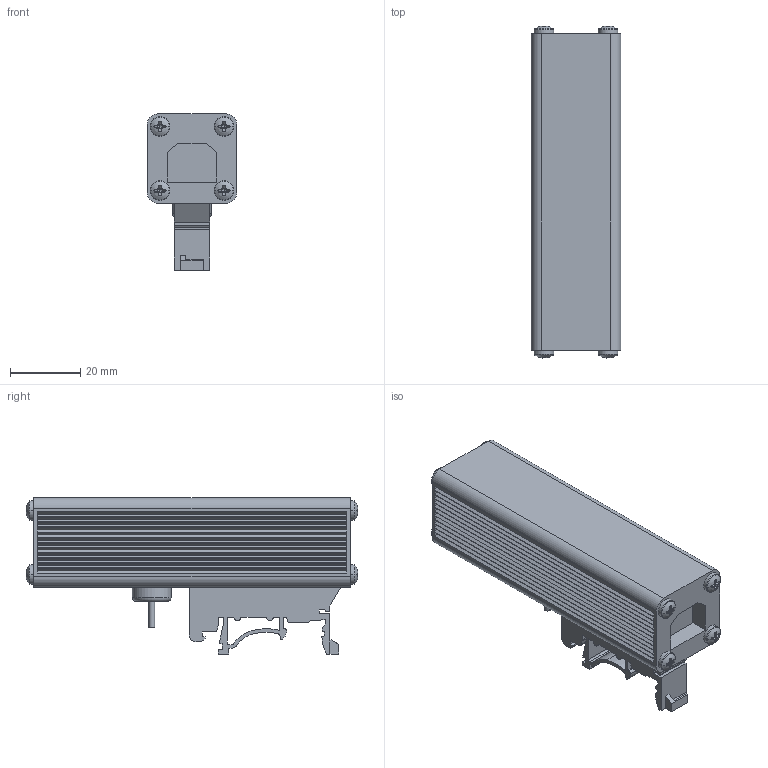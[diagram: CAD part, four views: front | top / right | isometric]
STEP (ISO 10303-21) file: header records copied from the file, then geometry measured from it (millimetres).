
FILE_DESCRIPTION(('Creo Elements/Direct Modeling STEP Export'),'2;1');
FILE_NAME('model.stp','2020-06-04T14:40:10',(''),(''),'Creo Elements/Direct Modeling STEP processor for AP214 (Solid Model)','Creo Elements/Direct Modeling 20.1A 29-Sep-2018 (C) Parametric Technology GmbH','');
FILE_SCHEMA(('AUTOMOTIVE_DESIGN { 1 0 10303 214 1 1 1 1 }'));
Length unit declared in the file: millimetre
Products named in the file (2): D_LAN_CAT_5E_U-select
Assembly tree (1 placements, depth 2):
  D_LAN_CAT_5E_U-select
    D_LAN_CAT_5E_U-select
Bounding box: 25.4 x 94.27 x 44.4 mm (x, y, z)
Volume: 60130.6 mm3; surface area: 14907.5 mm2
Topology: 1 solids, 1 shells, 425 faces, 1154 edges, 750 vertices
Faces by surface type: plane 298, cone 48, cylinder 45, torus 18, sphere 16
Entity records: 19120 total; most frequent: CARTESIAN_POINT 5274, ORIENTED_EDGE 2276, DIRECTION 1986, EDGE_CURVE 1138, VERTEX_POINT 750, AXIS2_PLACEMENT_3D 726, VECTOR 534, LINE 534
